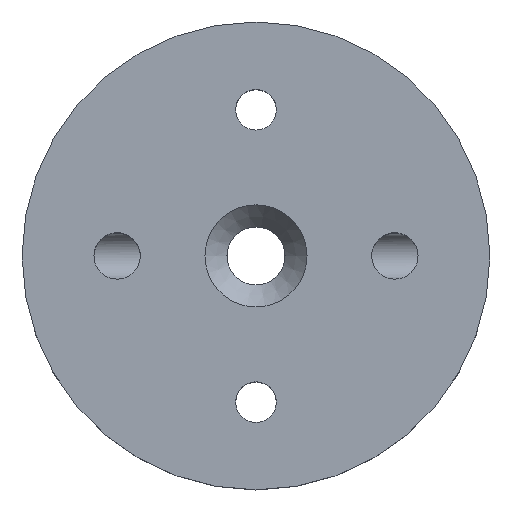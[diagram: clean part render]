
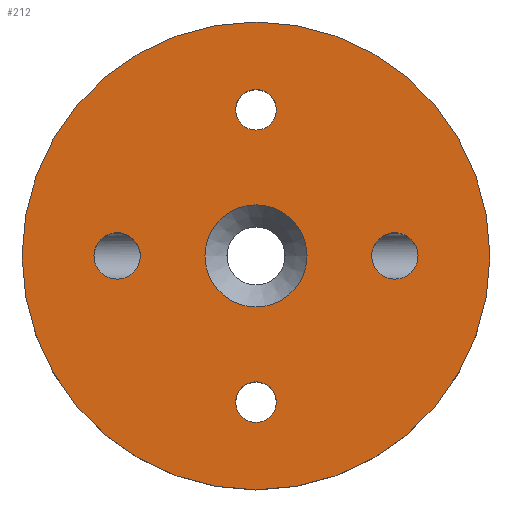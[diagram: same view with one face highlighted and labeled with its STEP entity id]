
A CAD part, top view. The second image highlights one B-rep face of the part: STEP entity #212.
In plain terms, the highlighted planar face has unit normal (0, 0, 1).
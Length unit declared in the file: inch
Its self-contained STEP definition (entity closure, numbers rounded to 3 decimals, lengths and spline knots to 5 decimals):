
#20=PLANE($,#234);
#36=FACE_BOUND($,#76,.T.);
#37=FACE_BOUND($,#77,.T.);
#38=FACE_BOUND($,#78,.T.);
#39=FACE_BOUND($,#79,.T.);
#40=FACE_BOUND($,#80,.T.);
#41=FACE_BOUND($,#81,.T.);
#76=EDGE_LOOP($,(#171));
#77=EDGE_LOOP($,(#172));
#78=EDGE_LOOP($,(#173));
#79=EDGE_LOOP($,(#174));
#80=EDGE_LOOP($,(#175));
#81=EDGE_LOOP($,(#176));
#108=CIRCLE($,#228,0.1375);
#112=CIRCLE($,#235,0.0625);
#113=CIRCLE($,#236,0.0625);
#114=CIRCLE($,#237,0.05469);
#115=CIRCLE($,#238,0.05469);
#116=CIRCLE($,#239,0.63);
#123=VERTEX_POINT($,#333);
#127=VERTEX_POINT($,#344);
#128=VERTEX_POINT($,#346);
#129=VERTEX_POINT($,#348);
#130=VERTEX_POINT($,#350);
#131=VERTEX_POINT($,#352);
#144=EDGE_CURVE($,#123,#123,#108,.T.);
#148=EDGE_CURVE($,#127,#127,#112,.T.);
#149=EDGE_CURVE($,#128,#128,#113,.T.);
#150=EDGE_CURVE($,#129,#129,#114,.T.);
#151=EDGE_CURVE($,#130,#130,#115,.T.);
#152=EDGE_CURVE($,#131,#131,#116,.T.);
#171=ORIENTED_EDGE($,*,*,#144,.F.);
#172=ORIENTED_EDGE($,*,*,#148,.F.);
#173=ORIENTED_EDGE($,*,*,#149,.F.);
#174=ORIENTED_EDGE($,*,*,#150,.F.);
#175=ORIENTED_EDGE($,*,*,#151,.F.);
#176=ORIENTED_EDGE($,*,*,#152,.F.);
#212=ADVANCED_FACE($,(#36,#37,#38,#39,#40,#41),#20,.T.);
#228=AXIS2_PLACEMENT_3D($,#334,#265,#266);
#234=AXIS2_PLACEMENT_3D($,#343,#277,#278);
#235=AXIS2_PLACEMENT_3D($,#345,#279,#280);
#236=AXIS2_PLACEMENT_3D($,#347,#281,#282);
#237=AXIS2_PLACEMENT_3D($,#349,#283,#284);
#238=AXIS2_PLACEMENT_3D($,#351,#285,#286);
#239=AXIS2_PLACEMENT_3D($,#353,#287,#288);
#265=DIRECTION('center_axis',(0.,0.,1.));
#266=DIRECTION('ref_axis',(-1.,0.,0.));
#277=DIRECTION('center_axis',(0.,0.,1.));
#278=DIRECTION('ref_axis',(1.,0.,0.));
#279=DIRECTION('center_axis',(0.,0.,1.));
#280=DIRECTION('ref_axis',(1.,0.,0.));
#281=DIRECTION('center_axis',(0.,0.,1.));
#282=DIRECTION('ref_axis',(1.,0.,0.));
#283=DIRECTION('center_axis',(0.,0.,1.));
#284=DIRECTION('ref_axis',(1.,0.,0.));
#285=DIRECTION('center_axis',(0.,0.,1.));
#286=DIRECTION('ref_axis',(1.,0.,0.));
#287=DIRECTION('center_axis',(0.,0.,-1.));
#288=DIRECTION('ref_axis',(1.,0.,0.));
#333=CARTESIAN_POINT('',(-0.1375,0.,1.25));
#334=CARTESIAN_POINT('Origin',(0.,0.,1.25));
#343=CARTESIAN_POINT('Origin',(0.,0.,1.25));
#344=CARTESIAN_POINT('',(-0.43652,0.,1.25));
#345=CARTESIAN_POINT('Origin',(-0.37402,0.,1.25));
#346=CARTESIAN_POINT('',(0.31152,0.,1.25));
#347=CARTESIAN_POINT('Origin',(0.37402,0.,1.25));
#348=CARTESIAN_POINT('',(-0.05469,-0.3937,1.25));
#349=CARTESIAN_POINT('Origin',(0.,-0.3937,1.25));
#350=CARTESIAN_POINT('',(-0.05469,0.3937,1.25));
#351=CARTESIAN_POINT('Origin',(0.,0.3937,1.25));
#352=CARTESIAN_POINT('',(-0.63,0.,1.25));
#353=CARTESIAN_POINT('Origin',(0.,0.,1.25));
